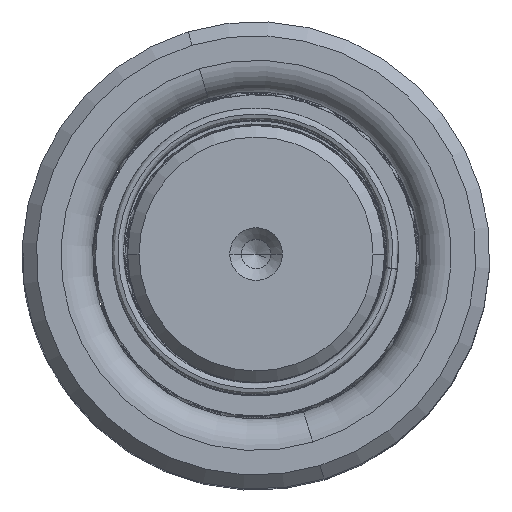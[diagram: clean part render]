
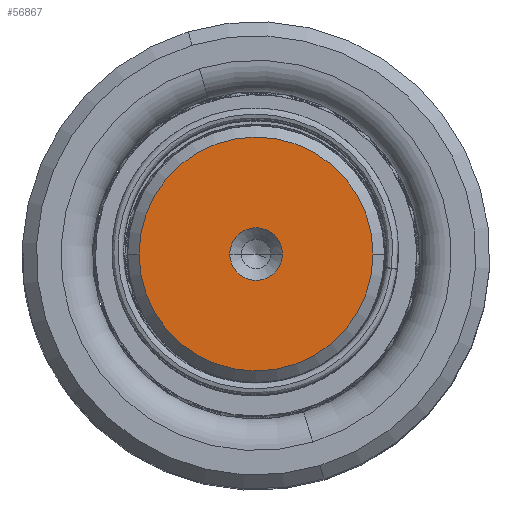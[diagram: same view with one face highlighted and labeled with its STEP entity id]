
A CAD part, top view. The second image highlights one B-rep face of the part: STEP entity #56867.
In plain terms, the highlighted planar face has unit normal (0, 0, 1).
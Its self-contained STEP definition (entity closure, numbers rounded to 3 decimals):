
#372 = ORIENTED_EDGE ( 'NONE', *, *, #36992, .F. ) ;
#1019 = AXIS2_PLACEMENT_3D ( 'NONE', #40094, #26612, #58278 ) ;
#1206 = DIRECTION ( 'NONE',  ( 1., 0., 0. ) ) ;
#1243 = CIRCLE ( 'NONE', #44776, 10.009 ) ;
#1521 = DIRECTION ( 'NONE',  ( 1., 0., 0. ) ) ;
#5563 = VERTEX_POINT ( 'NONE', #46478 ) ;
#7137 = CIRCLE ( 'NONE', #1019, 2.25 ) ;
#7829 = ORIENTED_EDGE ( 'NONE', *, *, #25873, .F. ) ;
#9672 = FACE_BOUND ( 'NONE', #13537, .T. ) ;
#10790 = DIRECTION ( 'NONE',  ( 0., 0., 1. ) ) ;
#11428 = EDGE_CURVE ( 'NONE', #52062, #33714, #1243, .T. ) ;
#13537 = EDGE_LOOP ( 'NONE', ( #7829, #372 ) ) ;
#16957 = VERTEX_POINT ( 'NONE', #26058 ) ;
#18764 = AXIS2_PLACEMENT_3D ( 'NONE', #42302, #10790, #1521 ) ;
#20857 = ORIENTED_EDGE ( 'NONE', *, *, #33067, .T. ) ;
#22594 = CARTESIAN_POINT ( 'NONE',  ( -10.009, 0., 130. ) ) ;
#25873 = EDGE_CURVE ( 'NONE', #5563, #16957, #50901, .T. ) ;
#26058 = CARTESIAN_POINT ( 'NONE',  ( -2.25, 0., 130. ) ) ;
#26612 = DIRECTION ( 'NONE',  ( 0., 0., 1. ) ) ;
#27903 = CIRCLE ( 'NONE', #57801, 10.009 ) ;
#28034 = DIRECTION ( 'NONE',  ( 0., 0., 1. ) ) ;
#31194 = DIRECTION ( 'NONE',  ( 0., 0., 1. ) ) ;
#33067 = EDGE_CURVE ( 'NONE', #33714, #52062, #27903, .T. ) ;
#33457 = DIRECTION ( 'NONE',  ( 0., 0., 1. ) ) ;
#33714 = VERTEX_POINT ( 'NONE', #41585 ) ;
#36992 = EDGE_CURVE ( 'NONE', #16957, #5563, #7137, .T. ) ;
#37722 = CARTESIAN_POINT ( 'NONE',  ( 0., 0., 130. ) ) ;
#37989 = FACE_OUTER_BOUND ( 'NONE', #49285, .T. ) ;
#40094 = CARTESIAN_POINT ( 'NONE',  ( 0., 0., 130. ) ) ;
#41585 = CARTESIAN_POINT ( 'NONE',  ( 10.009, 0., 130. ) ) ;
#42283 = DIRECTION ( 'NONE',  ( 1., 0., 0. ) ) ;
#42302 = CARTESIAN_POINT ( 'NONE',  ( 0., 0., 130. ) ) ;
#44776 = AXIS2_PLACEMENT_3D ( 'NONE', #55835, #33457, #1206 ) ;
#46478 = CARTESIAN_POINT ( 'NONE',  ( 2.25, 0., 130. ) ) ;
#48598 = ORIENTED_EDGE ( 'NONE', *, *, #11428, .T. ) ;
#49285 = EDGE_LOOP ( 'NONE', ( #48598, #20857 ) ) ;
#50901 = CIRCLE ( 'NONE', #56944, 2.25 ) ;
#52062 = VERTEX_POINT ( 'NONE', #22594 ) ;
#54141 = CARTESIAN_POINT ( 'NONE',  ( 0., 0., 130. ) ) ;
#55835 = CARTESIAN_POINT ( 'NONE',  ( 0., 0., 130. ) ) ;
#56140 = PLANE ( 'NONE',  #18764 ) ;
#56867 = ADVANCED_FACE ( 'NONE', ( #9672, #37989 ), #56140, .T. ) ;
#56944 = AXIS2_PLACEMENT_3D ( 'NONE', #37722, #28034, #42283 ) ;
#57801 = AXIS2_PLACEMENT_3D ( 'NONE', #54141, #31194, #58295 ) ;
#58278 = DIRECTION ( 'NONE',  ( 1., 0., 0. ) ) ;
#58295 = DIRECTION ( 'NONE',  ( 1., 0., 0. ) ) ;
